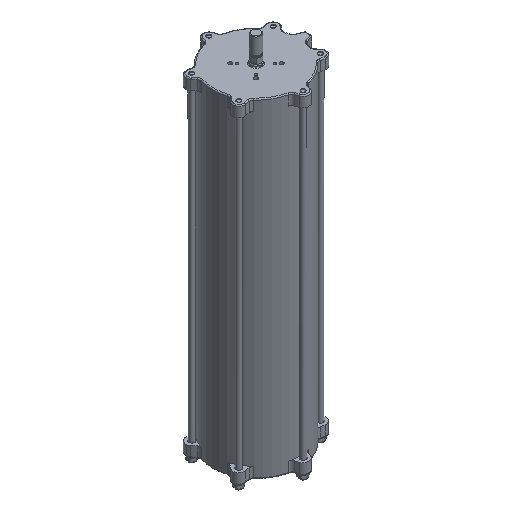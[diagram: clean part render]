
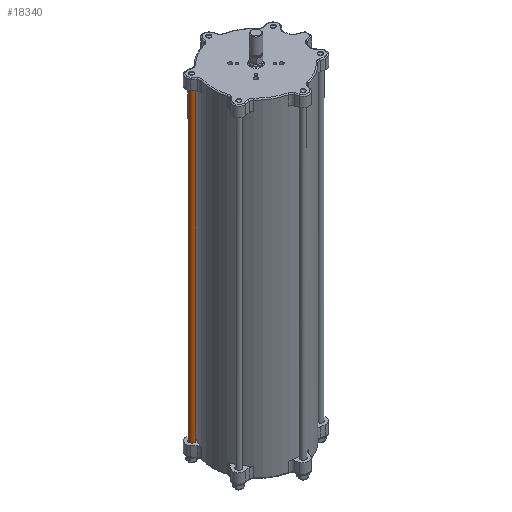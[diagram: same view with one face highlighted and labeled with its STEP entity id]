
A CAD part, isometric view. The second image highlights one B-rep face of the part: STEP entity #18340.
In plain terms, the highlighted cylindrical face has radius 10 mm (diameter 20 mm), a full revolution.
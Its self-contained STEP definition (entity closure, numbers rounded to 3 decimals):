
#2395=CYLINDRICAL_SURFACE('',#19822,10.);
#2824=FACE_BOUND('',#4631,.T.);
#3223=FACE_OUTER_BOUND('',#4630,.T.);
#4630=EDGE_LOOP('',(#11956));
#4631=EDGE_LOOP('',(#11957,#11958));
#6150=CIRCLE('',#19807,10.);
#6151=CIRCLE('',#19808,10.);
#6156=CIRCLE('',#19823,10.);
#7588=VERTEX_POINT('',#28207);
#7589=VERTEX_POINT('',#28208);
#7606=VERTEX_POINT('',#28283);
#9203=EDGE_CURVE('',#7588,#7589,#6150,.T.);
#9204=EDGE_CURVE('',#7589,#7588,#6151,.T.);
#9227=EDGE_CURVE('',#7606,#7606,#6156,.T.);
#11956=ORIENTED_EDGE('',*,*,#9227,.F.);
#11957=ORIENTED_EDGE('',*,*,#9204,.T.);
#11958=ORIENTED_EDGE('',*,*,#9203,.T.);
#18340=ADVANCED_FACE('',(#3223,#2824),#2395,.T.);
#19807=AXIS2_PLACEMENT_3D('',#28209,#22658,#22659);
#19808=AXIS2_PLACEMENT_3D('',#28210,#22660,#22661);
#19822=AXIS2_PLACEMENT_3D('',#28282,#22694,#22695);
#19823=AXIS2_PLACEMENT_3D('',#28284,#22696,#22697);
#22658=DIRECTION('center_axis',(0.,0.,
1.));
#22659=DIRECTION('ref_axis',(0.5,-0.866,0.));
#22660=DIRECTION('center_axis',(0.,0.,
1.));
#22661=DIRECTION('ref_axis',(0.5,-0.866,0.));
#22694=DIRECTION('center_axis',(0.,0.,
-1.));
#22695=DIRECTION('ref_axis',(-0.291,0.957,0.));
#22696=DIRECTION('center_axis',(0.,0.,
1.));
#22697=DIRECTION('ref_axis',(-0.291,0.957,0.));
#28207=CARTESIAN_POINT('',(-161.318,98.91,-45.));
#28208=CARTESIAN_POINT('',(-153.407,80.683,-45.));
#28209=CARTESIAN_POINT('Origin',(-156.318,90.25,-45.));
#28210=CARTESIAN_POINT('Origin',(-156.318,90.25,-45.));
#28282=CARTESIAN_POINT('Origin',(-156.318,90.25,1218.));
#28283=CARTESIAN_POINT('',(-153.407,80.683,1178.));
#28284=CARTESIAN_POINT('Origin',(-156.318,90.25,1178.));
